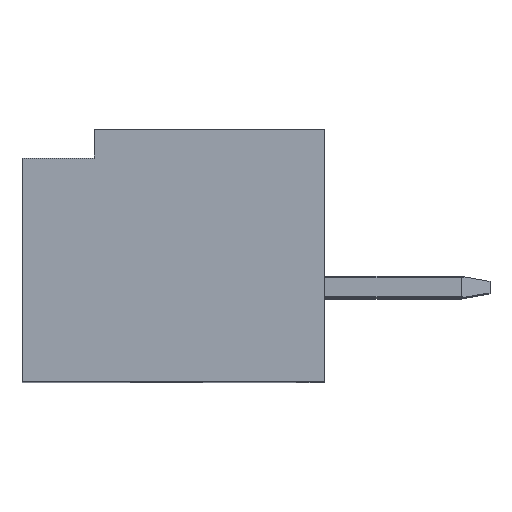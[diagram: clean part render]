
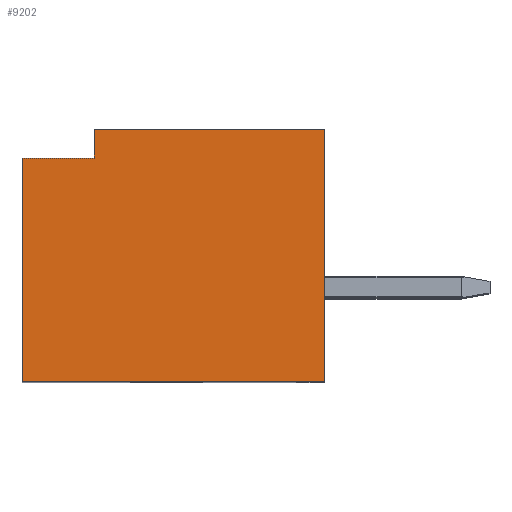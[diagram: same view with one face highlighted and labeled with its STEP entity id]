
A CAD part, top view. The second image highlights one B-rep face of the part: STEP entity #9202.
In plain terms, the highlighted planar face has unit normal (0, 0, 1).
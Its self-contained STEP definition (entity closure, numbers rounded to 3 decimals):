
#5 = LINE ( 'NONE', #3423, #10810 ) ;
#252 = CARTESIAN_POINT ( 'NONE',  ( 0., 3.1, 0. ) ) ;
#432 = ORIENTED_EDGE ( 'NONE', *, *, #1357, .T. ) ;
#576 = CARTESIAN_POINT ( 'NONE',  ( 0., 0., 0. ) ) ;
#621 = ORIENTED_EDGE ( 'NONE', *, *, #633, .F. ) ;
#633 = EDGE_CURVE ( 'NONE', #7571, #6651, #6074, .T. ) ;
#728 = ORIENTED_EDGE ( 'NONE', *, *, #1345, .T. ) ;
#756 = EDGE_CURVE ( 'NONE', #3223, #3306, #1076, .T. ) ;
#908 = CARTESIAN_POINT ( 'NONE',  ( 2.126, 1.724, 0. ) ) ;
#1076 = LINE ( 'NONE', #6255, #10679 ) ;
#1108 = ORIENTED_EDGE ( 'NONE', *, *, #756, .T. ) ;
#1345 = EDGE_CURVE ( 'NONE', #4878, #6651, #9350, .T. ) ;
#1357 = EDGE_CURVE ( 'NONE', #3306, #4878, #2734, .T. ) ;
#1489 = ORIENTED_EDGE ( 'NONE', *, *, #7370, .T. ) ;
#1622 = VECTOR ( 'NONE', #7677, 1000. ) ;
#2221 = CARTESIAN_POINT ( 'NONE',  ( 0., 0., 0. ) ) ;
#2608 = DIRECTION ( 'NONE',  ( 1., 0., 0. ) ) ;
#2734 = LINE ( 'NONE', #9511, #10121 ) ;
#3223 = VERTEX_POINT ( 'NONE', #5163 ) ;
#3306 = VERTEX_POINT ( 'NONE', #9785 ) ;
#3408 = PLANE ( 'NONE',  #9670 ) ;
#3423 = CARTESIAN_POINT ( 'NONE',  ( 4.2, 1.724, 0. ) ) ;
#3944 = VECTOR ( 'NONE', #10657, 1000. ) ;
#4127 = CARTESIAN_POINT ( 'NONE',  ( 1., 3.1, 0. ) ) ;
#4289 = FACE_OUTER_BOUND ( 'NONE', #7662, .T. ) ;
#4297 = CARTESIAN_POINT ( 'NONE',  ( 0., 3.1, 0. ) ) ;
#4477 = DIRECTION ( 'NONE',  ( -1., 0., 0. ) ) ;
#4878 = VERTEX_POINT ( 'NONE', #4127 ) ;
#5163 = CARTESIAN_POINT ( 'NONE',  ( 4.2, 3.5, 0. ) ) ;
#6074 = LINE ( 'NONE', #4297, #1622 ) ;
#6115 = DIRECTION ( 'NONE',  ( 0., -1., 0. ) ) ;
#6168 = DIRECTION ( 'NONE',  ( -1., 0., 0. ) ) ;
#6255 = CARTESIAN_POINT ( 'NONE',  ( 2.126, 3.5, 0. ) ) ;
#6543 = LINE ( 'NONE', #2221, #3944 ) ;
#6651 = VERTEX_POINT ( 'NONE', #252 ) ;
#6794 = DIRECTION ( 'NONE',  ( 0., 1., 0. ) ) ;
#6839 = EDGE_CURVE ( 'NONE', #8308, #7571, #6543, .T. ) ;
#7370 = EDGE_CURVE ( 'NONE', #8308, #3223, #5, .T. ) ;
#7385 = CARTESIAN_POINT ( 'NONE',  ( 4.2, 0., 0. ) ) ;
#7571 = VERTEX_POINT ( 'NONE', #576 ) ;
#7662 = EDGE_LOOP ( 'NONE', ( #728, #621, #10666, #1489, #1108, #432 ) ) ;
#7677 = DIRECTION ( 'NONE',  ( 0., 1., 0. ) ) ;
#8308 = VERTEX_POINT ( 'NONE', #7385 ) ;
#8348 = VECTOR ( 'NONE', #6168, 1000. ) ;
#9202 = ADVANCED_FACE ( 'NONE', ( #4289 ), #3408, .T. ) ;
#9350 = LINE ( 'NONE', #10148, #8348 ) ;
#9356 = DIRECTION ( 'NONE',  ( 0., 0., 1. ) ) ;
#9511 = CARTESIAN_POINT ( 'NONE',  ( 1., 1.724, 0. ) ) ;
#9670 = AXIS2_PLACEMENT_3D ( 'NONE', #908, #9356, #2608 ) ;
#9785 = CARTESIAN_POINT ( 'NONE',  ( 1., 3.5, 0. ) ) ;
#10121 = VECTOR ( 'NONE', #6115, 1000. ) ;
#10148 = CARTESIAN_POINT ( 'NONE',  ( 2.126, 3.1, 0. ) ) ;
#10657 = DIRECTION ( 'NONE',  ( -1., 0., 0. ) ) ;
#10666 = ORIENTED_EDGE ( 'NONE', *, *, #6839, .F. ) ;
#10679 = VECTOR ( 'NONE', #4477, 1000. ) ;
#10810 = VECTOR ( 'NONE', #6794, 1000. ) ;
